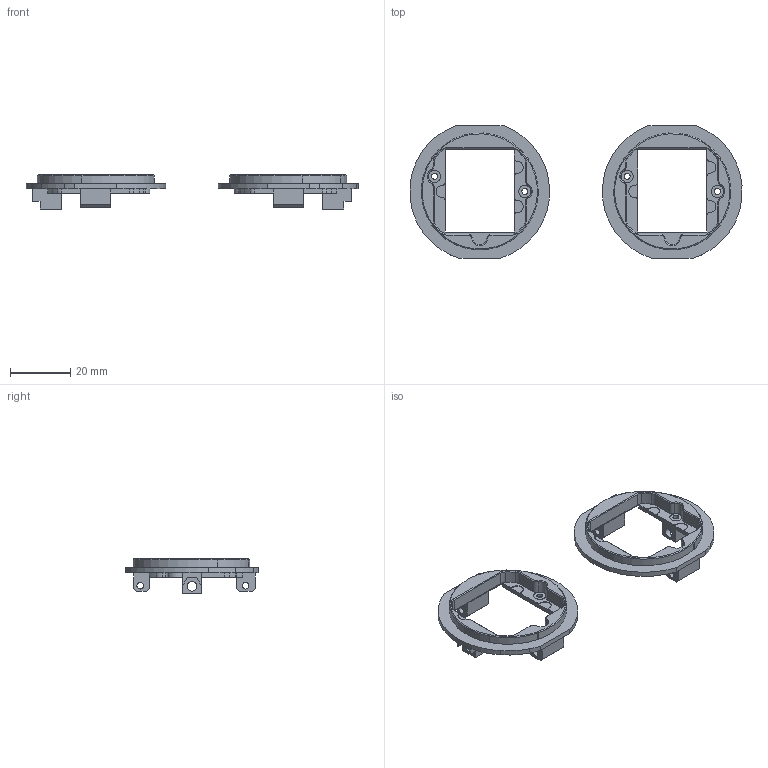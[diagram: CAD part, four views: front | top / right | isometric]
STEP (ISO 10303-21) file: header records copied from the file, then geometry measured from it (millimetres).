
FILE_DESCRIPTION(/* description */ (''),/* implementation_level */ '2;1');
FILE_NAME(/* name */ 'displayholder.step',/* time_stamp */ '2024-04-18T19:21:17+01:00',/* author */ (''),/* organization */ (''),/* preprocessor_version */ 'ST-DEVELOPER v20',/* originating_system */ 'Autodesk Translation Framework v12.20.1.177',/* authorisation */ '');
FILE_SCHEMA (('AUTOMOTIVE_DESIGN { 1 0 10303 214 3 1 1 }'));
Length unit declared in the file: millimetre
Products named in the file (1): eye right
Bounding box: 110.36 x 44 x 11.35 mm (x, y, z)
Volume: 6988.2 mm3; surface area: 8247.7 mm2
Topology: 2 solids, 2 shells, 315 faces, 844 edges, 544 vertices
Faces by surface type: plane 132, cylinder 125, cone 54, bspline 4
Full cylindrical faces by diameter (mm): 2 x4, 2.2 x4, 3.2 x3, 4 x8
Entity records: 10109 total; most frequent: CARTESIAN_POINT 1950, DIRECTION 1736, ORIENTED_EDGE 1688, EDGE_CURVE 844, AXIS2_PLACEMENT_3D 614, VERTEX_POINT 544, LINE 508, VECTOR 508
